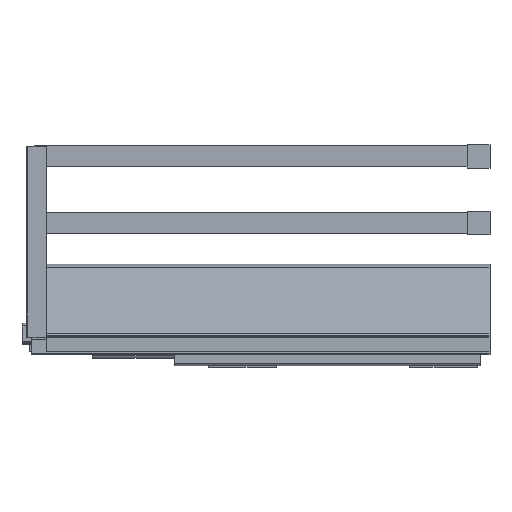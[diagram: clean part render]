
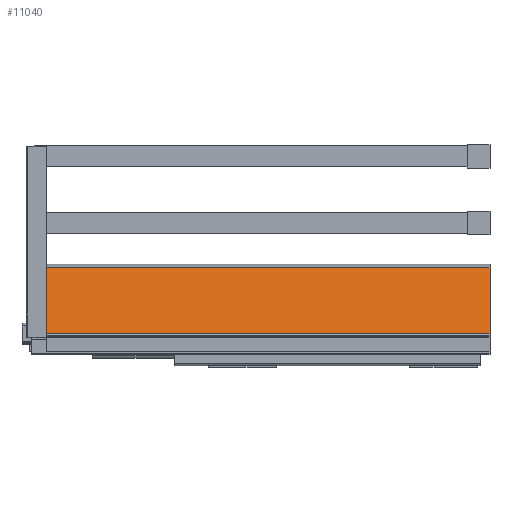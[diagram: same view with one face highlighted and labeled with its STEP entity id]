
A CAD part, top view. The second image highlights one B-rep face of the part: STEP entity #11040.
In plain terms, the highlighted planar face has unit normal (0, 0.208, 0.978).
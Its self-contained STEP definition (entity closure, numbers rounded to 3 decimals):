
#814 = VECTOR ( 'NONE', #2542, 1000. ) ;
#1066 = EDGE_LOOP ( 'NONE', ( #12535, #4925, #1572, #6947 ) ) ;
#1242 = FACE_OUTER_BOUND ( 'NONE', #1066, .T. ) ;
#1277 = CARTESIAN_POINT ( 'NONE',  ( -442., 80.422, 21.003 ) ) ;
#1572 = ORIENTED_EDGE ( 'NONE', *, *, #4983, .T. ) ;
#1918 = EDGE_CURVE ( 'NONE', #2216, #5019, #6310, .T. ) ;
#2042 = DIRECTION ( 'NONE',  ( 0., -0.978, 0.208 ) ) ;
#2216 = VERTEX_POINT ( 'NONE', #10060 ) ;
#2304 = PLANE ( 'NONE',  #4719 ) ;
#2542 = DIRECTION ( 'NONE',  ( 1., 0., 0. ) ) ;
#2639 = EDGE_CURVE ( 'NONE', #2216, #7662, #6082, .T. ) ;
#2659 = CARTESIAN_POINT ( 'NONE',  ( -425.5, 17.084, 34.466 ) ) ;
#2736 = CARTESIAN_POINT ( 'NONE',  ( 0., 80.422, 21.003 ) ) ;
#3021 = DIRECTION ( 'NONE',  ( 0., -0.978, 0.208 ) ) ;
#3253 = CARTESIAN_POINT ( 'NONE',  ( 0., 17.084, 34.466 ) ) ;
#4719 = AXIS2_PLACEMENT_3D ( 'NONE', #10043, #12176, #2042 ) ;
#4925 = ORIENTED_EDGE ( 'NONE', *, *, #2639, .T. ) ;
#4983 = EDGE_CURVE ( 'NONE', #7662, #12786, #11007, .T. ) ;
#5019 = VERTEX_POINT ( 'NONE', #9059 ) ;
#5834 = VECTOR ( 'NONE', #3021, 1000. ) ;
#6082 = LINE ( 'NONE', #9016, #5834 ) ;
#6310 = LINE ( 'NONE', #1277, #814 ) ;
#6367 = VECTOR ( 'NONE', #7174, 1000. ) ;
#6947 = ORIENTED_EDGE ( 'NONE', *, *, #7401, .F. ) ;
#7174 = DIRECTION ( 'NONE',  ( 1., 0., 0. ) ) ;
#7401 = EDGE_CURVE ( 'NONE', #5019, #12786, #9690, .T. ) ;
#7662 = VERTEX_POINT ( 'NONE', #2659 ) ;
#8770 = DIRECTION ( 'NONE',  ( 0., -0.978, 0.208 ) ) ;
#9016 = CARTESIAN_POINT ( 'NONE',  ( -425.5, 80.422, 21.003 ) ) ;
#9059 = CARTESIAN_POINT ( 'NONE',  ( 0., 80.422, 21.003 ) ) ;
#9690 = LINE ( 'NONE', #2736, #10353 ) ;
#10043 = CARTESIAN_POINT ( 'NONE',  ( -442., 80.422, 21.003 ) ) ;
#10060 = CARTESIAN_POINT ( 'NONE',  ( -425.5, 80.422, 21.003 ) ) ;
#10353 = VECTOR ( 'NONE', #8770, 1000. ) ;
#11007 = LINE ( 'NONE', #3253, #6367 ) ;
#11040 = ADVANCED_FACE ( 'NONE', ( #1242 ), #2304, .T. ) ;
#12176 = DIRECTION ( 'NONE',  ( 0., 0.208, 0.978 ) ) ;
#12535 = ORIENTED_EDGE ( 'NONE', *, *, #1918, .F. ) ;
#12657 = CARTESIAN_POINT ( 'NONE',  ( 0., 17.084, 34.466 ) ) ;
#12786 = VERTEX_POINT ( 'NONE', #12657 ) ;
